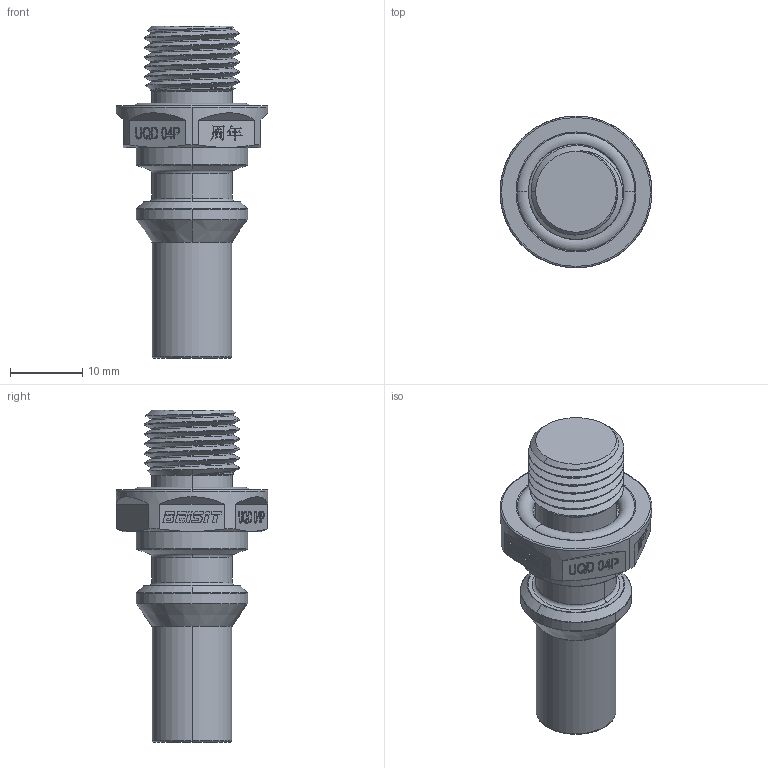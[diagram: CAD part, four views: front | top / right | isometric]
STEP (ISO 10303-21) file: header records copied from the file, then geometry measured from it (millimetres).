
FILE_DESCRIPTION (( 'STEP AP214' ), '1' );
FILE_NAME ('UQD 04P G14M-BU.STEP', '2025-01-16T07:24:13', ( 'Windows 蚚誧' ), ( '' ), 'SwSTEP 2.0', 'SolidWorks 2023', '' );
FILE_SCHEMA (( 'AUTOMOTIVE_DESIGN' ));
Length unit declared in the file: millimetre
Products named in the file (1): UQD 04P G14M-BU
Bounding box: 21 x 21 x 45.9 mm (x, y, z)
Volume: 6427.1 mm3; surface area: 3109.3 mm2
Topology: 1 solids, 2 shells, 371 faces, 974 edges, 640 vertices
Faces by surface type: plane 185, bspline 85, cylinder 54, torus 30, cone 17
Entity records: 19215 total; most frequent: CARTESIAN_POINT 6918, ORIENTED_EDGE 1948, DIRECTION 1274, EDGE_CURVE 974, VERTEX_POINT 640, AXIS2_PLACEMENT_3D 445, B_SPLINE_CURVE_WITH_KNOTS 426, EDGE_LOOP 406
